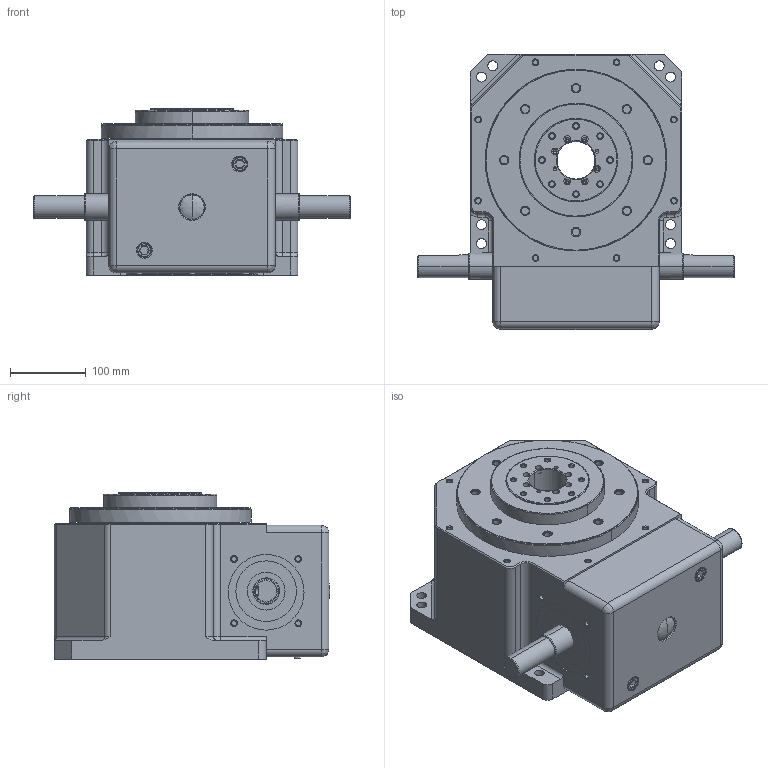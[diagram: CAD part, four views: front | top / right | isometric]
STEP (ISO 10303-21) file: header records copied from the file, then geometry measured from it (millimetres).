
FILE_DESCRIPTION (( 'STEP AP203' ), '1' );
FILE_NAME ('R140DTOUT.STEP', '2016-10-14T06:14:04', ( 'Windows' ), ( '微软' ), 'SwSTEP 2.0', 'SolidWorks 2015', '' );
FILE_SCHEMA (( 'CONFIG_CONTROL_DESIGN' ));
Length unit declared in the file: millimetre
Products named in the file (1): R140DTOUT
Bounding box: 418 x 364 x 220 mm (x, y, z)
Volume: 16404425.7 mm3; surface area: 561619.6 mm2
Topology: 1 solids, 23 shells, 763 faces, 1828 edges, 1148 vertices
Faces by surface type: cylinder 350, plane 223, cone 124, bspline 66
Entity records: 25835 total; most frequent: CARTESIAN_POINT 8147, DIRECTION 3810, ORIENTED_EDGE 3586, EDGE_CURVE 1793, AXIS2_PLACEMENT_3D 1523, VERTEX_POINT 1148, EDGE_LOOP 885, CIRCLE 825
